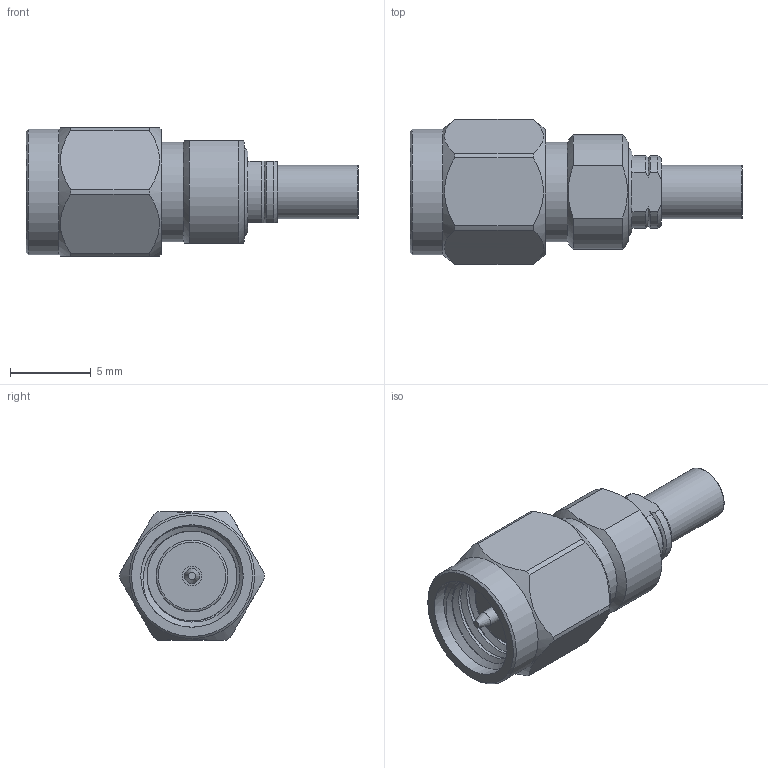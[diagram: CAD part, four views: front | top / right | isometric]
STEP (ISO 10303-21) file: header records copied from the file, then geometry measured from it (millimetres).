
FILE_DESCRIPTION (( 'STEP AP203' ), '1' );
FILE_NAME ('PE91302.step', '2020-04-01T19:42:46', ( '' ), ( '' ), 'SwSTEP 2.0', 'SolidWorks 2018', '' );
FILE_SCHEMA (( 'CONFIG_CONTROL_DESIGN' ));
Length unit declared in the file: inch
Products named in the file (1): PE91302
Bounding box: 20.59 x 8.99 x 7.94 mm (x, y, z)
Volume: 588.4 mm3; surface area: 709.3 mm2
Topology: 1 solids, 2 shells, 81 faces, 206 edges, 138 vertices
Faces by surface type: cylinder 32, plane 26, cone 17, bspline 4, sphere 1, torus 1
Full cylindrical faces by diameter (mm): 0.229 x1, 0.914 x1, 0.94 x1, 1.194 x1, 1.768 x1, 1.905 x1, 2.195 x1, 2.667 x1, 2.758 x1, 3.322 x1, 4.445 x1, 6.187 x1, 6.35 x6, 7.762 x1
Entity records: 4301 total; most frequent: CARTESIAN_POINT 2592, ORIENTED_EDGE 330, DIRECTION 308, EDGE_CURVE 165, AXIS2_PLACEMENT_3D 139, VERTEX_POINT 131, EDGE_LOOP 114, FACE_OUTER_BOUND 91
